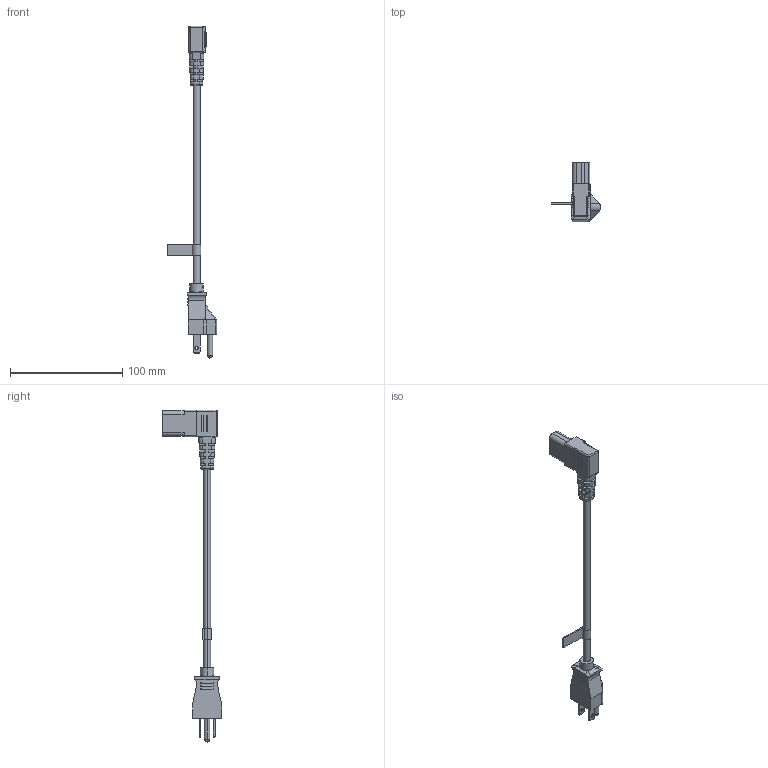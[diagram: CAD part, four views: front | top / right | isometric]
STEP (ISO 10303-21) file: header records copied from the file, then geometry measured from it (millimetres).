
FILE_DESCRIPTION (( 'STEP AP203' ), '1' );
FILE_NAME ('11-00023_revA.STEP', '2016-11-02T14:55:33', ( '' ), ( '' ), 'SwSTEP 2.0', 'SolidWorks 2015', '' );
FILE_SCHEMA (( 'CONFIG_CONTROL_DESIGN' ));
Length unit declared in the file: millimetre
Products named in the file (4): 11-00023_revA; 30-00244 with label; TLY-13; TLY-18L
Assembly tree (3 placements, depth 2):
  11-00023_revA
    30-00244 with label
    TLY-13
    TLY-18L
Bounding box: 44.02 x 52.62 x 295.5 mm (x, y, z)
Volume: 43418.2 mm3; surface area: 35354.8 mm2
Topology: 12 solids, 12 shells, 1467 faces, 4036 edges, 2672 vertices
Faces by surface type: plane 1237, cylinder 119, bspline 91, torus 12, cone 8
Entity records: 52920 total; most frequent: CARTESIAN_POINT 15912, ORIENTED_EDGE 8056, DIRECTION 6666, EDGE_CURVE 4028, LINE 3504, VECTOR 3504, VERTEX_POINT 2672, AXIS2_PLACEMENT_3D 1581
